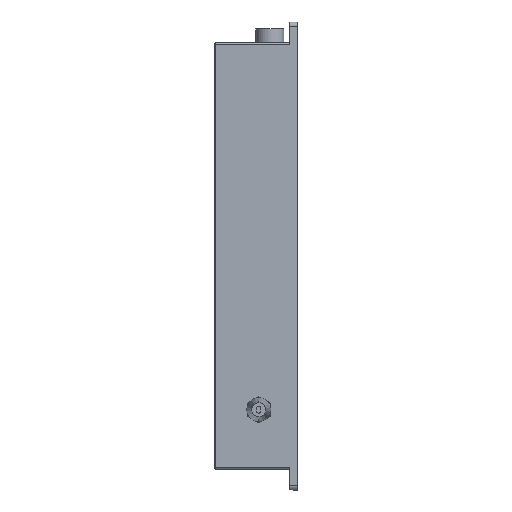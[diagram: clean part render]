
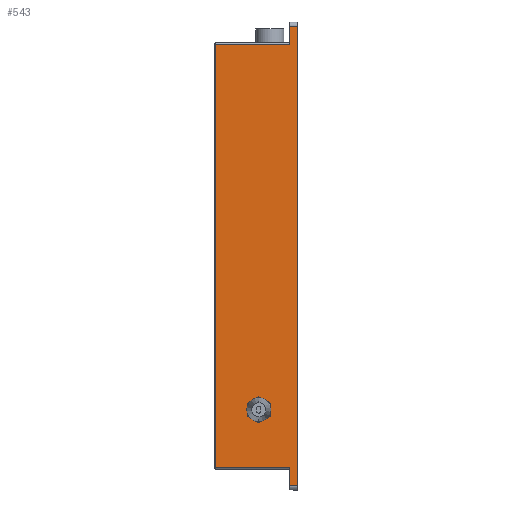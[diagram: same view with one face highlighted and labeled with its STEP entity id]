
A CAD part, left-side view. The second image highlights one B-rep face of the part: STEP entity #543.
In plain terms, the highlighted planar face has unit normal (-1, 0, 0).
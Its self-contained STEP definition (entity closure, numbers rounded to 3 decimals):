
#4 = EDGE_CURVE ( 'NONE', #1199, #1826, #729, .T. ) ;
#20 = CARTESIAN_POINT ( 'NONE',  ( -50., 0., -164.5 ) ) ;
#41 = CARTESIAN_POINT ( 'NONE',  ( -50., 28., -100.5 ) ) ;
#78 = DIRECTION ( 'NONE',  ( 0., 0., 1. ) ) ;
#120 = DIRECTION ( 'NONE',  ( 0., -1., 0. ) ) ;
#133 = VECTOR ( 'NONE', #273, 1000. ) ;
#158 = CARTESIAN_POINT ( 'NONE',  ( -50., 19.773, -114.75 ) ) ;
#207 = CARTESIAN_POINT ( 'NONE',  ( -50., 6., 164.5 ) ) ;
#214 = CARTESIAN_POINT ( 'NONE',  ( -50., 59., 151.5 ) ) ;
#227 = VECTOR ( 'NONE', #913, 1000. ) ;
#235 = EDGE_CURVE ( 'NONE', #896, #511, #507, .T. ) ;
#251 = CARTESIAN_POINT ( 'NONE',  ( -50., 6., -151.5 ) ) ;
#267 = FACE_OUTER_BOUND ( 'NONE', #1345, .T. ) ;
#273 = DIRECTION ( 'NONE',  ( 0., -1., 0. ) ) ;
#300 = LINE ( 'NONE', #1182, #2281 ) ;
#311 = VERTEX_POINT ( 'NONE', #2090 ) ;
#324 = VERTEX_POINT ( 'NONE', #731 ) ;
#376 = DIRECTION ( 'NONE',  ( 0., -0.866, 0.5 ) ) ;
#382 = VECTOR ( 'NONE', #2079, 1000. ) ;
#386 = CARTESIAN_POINT ( 'NONE',  ( -50., 36.227, -105.25 ) ) ;
#441 = VECTOR ( 'NONE', #1592, 1000. ) ;
#458 = EDGE_LOOP ( 'NONE', ( #788, #2132, #863, #1318, #597, #1674 ) ) ;
#464 = VERTEX_POINT ( 'NONE', #20 ) ;
#468 = PLANE ( 'NONE',  #1141 ) ;
#501 = VECTOR ( 'NONE', #2056, 1000. ) ;
#507 = LINE ( 'NONE', #2422, #501 ) ;
#511 = VERTEX_POINT ( 'NONE', #607 ) ;
#543 = ADVANCED_FACE ( 'NONE', ( #1277, #267 ), #468, .T. ) ;
#548 = ORIENTED_EDGE ( 'NONE', *, *, #655, .T. ) ;
#595 = DIRECTION ( 'NONE',  ( 0., 0., -1. ) ) ;
#597 = ORIENTED_EDGE ( 'NONE', *, *, #740, .T. ) ;
#607 = CARTESIAN_POINT ( 'NONE',  ( -50., 6., 151.5 ) ) ;
#636 = VECTOR ( 'NONE', #1534, 1000. ) ;
#655 = EDGE_CURVE ( 'NONE', #898, #1616, #2259, .T. ) ;
#686 = ORIENTED_EDGE ( 'NONE', *, *, #1493, .F. ) ;
#702 = VECTOR ( 'NONE', #2130, 1000. ) ;
#710 = ORIENTED_EDGE ( 'NONE', *, *, #2379, .T. ) ;
#729 = LINE ( 'NONE', #386, #1728 ) ;
#731 = CARTESIAN_POINT ( 'NONE',  ( -50., 6., -164.5 ) ) ;
#740 = EDGE_CURVE ( 'NONE', #2065, #1352, #1508, .T. ) ;
#756 = LINE ( 'NONE', #1045, #2254 ) ;
#768 = CARTESIAN_POINT ( 'NONE',  ( -50., 0., -151.5 ) ) ;
#788 = ORIENTED_EDGE ( 'NONE', *, *, #2068, .T. ) ;
#816 = LINE ( 'NONE', #1112, #382 ) ;
#835 = CARTESIAN_POINT ( 'NONE',  ( -50., 36.227, -114.75 ) ) ;
#845 = DIRECTION ( 'NONE',  ( 0., 0., -1. ) ) ;
#863 = ORIENTED_EDGE ( 'NONE', *, *, #1224, .T. ) ;
#867 = CARTESIAN_POINT ( 'NONE',  ( -50., 59., 164.5 ) ) ;
#896 = VERTEX_POINT ( 'NONE', #967 ) ;
#898 = VERTEX_POINT ( 'NONE', #214 ) ;
#913 = DIRECTION ( 'NONE',  ( 0., 0.866, -0.5 ) ) ;
#928 = LINE ( 'NONE', #768, #1333 ) ;
#946 = CARTESIAN_POINT ( 'NONE',  ( -50., 0., 151.5 ) ) ;
#967 = CARTESIAN_POINT ( 'NONE',  ( -50., 6., 164.5 ) ) ;
#1018 = LINE ( 'NONE', #1521, #1397 ) ;
#1041 = VECTOR ( 'NONE', #595, 1000. ) ;
#1045 = CARTESIAN_POINT ( 'NONE',  ( -50., 0., 164.5 ) ) ;
#1069 = CARTESIAN_POINT ( 'NONE',  ( -50., 28., -100.5 ) ) ;
#1112 = CARTESIAN_POINT ( 'NONE',  ( -50., 36.227, 164.5 ) ) ;
#1127 = CARTESIAN_POINT ( 'NONE',  ( -50., 59., -151.5 ) ) ;
#1141 = AXIS2_PLACEMENT_3D ( 'NONE', #1221, #1766, #78 ) ;
#1147 = VECTOR ( 'NONE', #845, 1000. ) ;
#1182 = CARTESIAN_POINT ( 'NONE',  ( -50., 19.773, 164.5 ) ) ;
#1199 = VERTEX_POINT ( 'NONE', #2043 ) ;
#1203 = CARTESIAN_POINT ( 'NONE',  ( -50., 19.773, -105.25 ) ) ;
#1221 = CARTESIAN_POINT ( 'NONE',  ( -50., 0., 164.5 ) ) ;
#1224 = EDGE_CURVE ( 'NONE', #1826, #1383, #1479, .T. ) ;
#1277 = FACE_BOUND ( 'NONE', #458, .T. ) ;
#1280 = EDGE_CURVE ( 'NONE', #464, #311, #1018, .T. ) ;
#1318 = ORIENTED_EDGE ( 'NONE', *, *, #1377, .T. ) ;
#1331 = CARTESIAN_POINT ( 'NONE',  ( -50., 19.773, -114.75 ) ) ;
#1333 = VECTOR ( 'NONE', #2123, 1000. ) ;
#1338 = CARTESIAN_POINT ( 'NONE',  ( -50., 0., -164.5 ) ) ;
#1341 = ORIENTED_EDGE ( 'NONE', *, *, #1652, .T. ) ;
#1345 = EDGE_LOOP ( 'NONE', ( #686, #1945, #1683, #548, #1341, #1655, #710, #1798 ) ) ;
#1352 = VERTEX_POINT ( 'NONE', #2156 ) ;
#1377 = EDGE_CURVE ( 'NONE', #1383, #2065, #300, .T. ) ;
#1383 = VERTEX_POINT ( 'NONE', #1203 ) ;
#1389 = EDGE_CURVE ( 'NONE', #1352, #2490, #1722, .T. ) ;
#1397 = VECTOR ( 'NONE', #2305, 1000. ) ;
#1479 = LINE ( 'NONE', #1069, #702 ) ;
#1493 = EDGE_CURVE ( 'NONE', #896, #311, #756, .T. ) ;
#1508 = LINE ( 'NONE', #158, #227 ) ;
#1521 = CARTESIAN_POINT ( 'NONE',  ( -50., 0., 0. ) ) ;
#1534 = DIRECTION ( 'NONE',  ( 0., 1., 0. ) ) ;
#1569 = DIRECTION ( 'NONE',  ( 0., 0., -1. ) ) ;
#1581 = CARTESIAN_POINT ( 'NONE',  ( -50., 28., -119.5 ) ) ;
#1592 = DIRECTION ( 'NONE',  ( 0., 0.866, 0.5 ) ) ;
#1616 = VERTEX_POINT ( 'NONE', #1127 ) ;
#1652 = EDGE_CURVE ( 'NONE', #1616, #1818, #928, .T. ) ;
#1655 = ORIENTED_EDGE ( 'NONE', *, *, #2137, .T. ) ;
#1674 = ORIENTED_EDGE ( 'NONE', *, *, #1389, .T. ) ;
#1683 = ORIENTED_EDGE ( 'NONE', *, *, #2247, .T. ) ;
#1722 = LINE ( 'NONE', #1581, #441 ) ;
#1728 = VECTOR ( 'NONE', #376, 1000. ) ;
#1766 = DIRECTION ( 'NONE',  ( -1., 0., 0. ) ) ;
#1798 = ORIENTED_EDGE ( 'NONE', *, *, #1280, .T. ) ;
#1818 = VERTEX_POINT ( 'NONE', #251 ) ;
#1826 = VERTEX_POINT ( 'NONE', #41 ) ;
#1920 = LINE ( 'NONE', #207, #1041 ) ;
#1945 = ORIENTED_EDGE ( 'NONE', *, *, #235, .T. ) ;
#2043 = CARTESIAN_POINT ( 'NONE',  ( -50., 36.227, -105.25 ) ) ;
#2056 = DIRECTION ( 'NONE',  ( 0., 0., -1. ) ) ;
#2065 = VERTEX_POINT ( 'NONE', #1331 ) ;
#2068 = EDGE_CURVE ( 'NONE', #2490, #1199, #816, .T. ) ;
#2079 = DIRECTION ( 'NONE',  ( 0., 0., 1. ) ) ;
#2090 = CARTESIAN_POINT ( 'NONE',  ( -50., 0., 164.5 ) ) ;
#2123 = DIRECTION ( 'NONE',  ( 0., -1., 0. ) ) ;
#2130 = DIRECTION ( 'NONE',  ( 0., -0.866, -0.5 ) ) ;
#2132 = ORIENTED_EDGE ( 'NONE', *, *, #4, .T. ) ;
#2137 = EDGE_CURVE ( 'NONE', #1818, #324, #1920, .T. ) ;
#2156 = CARTESIAN_POINT ( 'NONE',  ( -50., 28., -119.5 ) ) ;
#2247 = EDGE_CURVE ( 'NONE', #511, #898, #2276, .T. ) ;
#2254 = VECTOR ( 'NONE', #120, 1000. ) ;
#2259 = LINE ( 'NONE', #867, #1147 ) ;
#2276 = LINE ( 'NONE', #946, #636 ) ;
#2281 = VECTOR ( 'NONE', #1569, 1000. ) ;
#2305 = DIRECTION ( 'NONE',  ( 0., 0., 1. ) ) ;
#2372 = LINE ( 'NONE', #1338, #133 ) ;
#2379 = EDGE_CURVE ( 'NONE', #324, #464, #2372, .T. ) ;
#2422 = CARTESIAN_POINT ( 'NONE',  ( -50., 6., 164.5 ) ) ;
#2490 = VERTEX_POINT ( 'NONE', #835 ) ;
